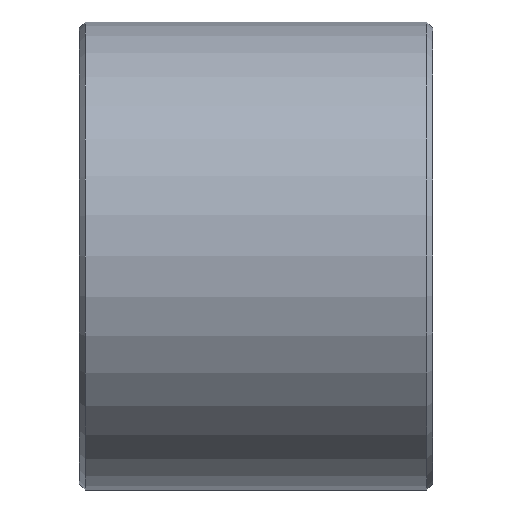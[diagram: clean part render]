
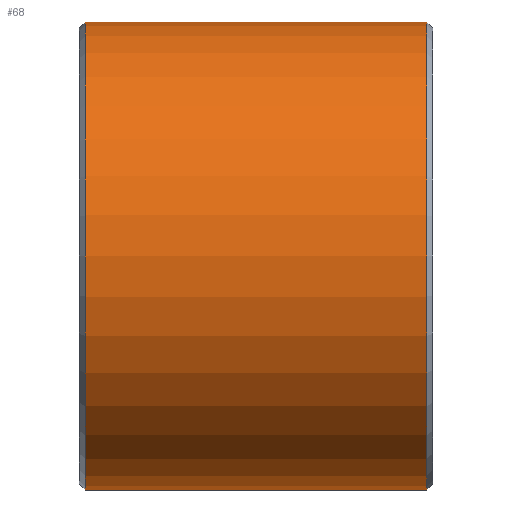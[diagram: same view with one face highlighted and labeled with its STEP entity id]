
A CAD part, left-side view. The second image highlights one B-rep face of the part: STEP entity #68.
In plain terms, the highlighted cylindrical face has radius 3.975 mm (diameter 7.95 mm), a partial arc.
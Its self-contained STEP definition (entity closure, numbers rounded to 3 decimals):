
#1 = ORIENTED_EDGE ( 'NONE', *, *, #385, .T. ) ;
#8 = CARTESIAN_POINT ( 'NONE',  ( 0., 3., -3.975 ) ) ;
#12 = VECTOR ( 'NONE', #426, 1000. ) ;
#24 = VERTEX_POINT ( 'NONE', #330 ) ;
#37 = EDGE_CURVE ( 'NONE', #24, #260, #255, .T. ) ;
#50 = EDGE_CURVE ( 'NONE', #260, #380, #86, .T. ) ;
#51 = VERTEX_POINT ( 'NONE', #284 ) ;
#65 = AXIS2_PLACEMENT_3D ( 'NONE', #294, #214, #327 ) ;
#68 = ADVANCED_FACE ( 'NONE', ( #277 ), #449, .T. ) ;
#74 = EDGE_CURVE ( 'NONE', #24, #51, #270, .T. ) ;
#76 = CARTESIAN_POINT ( 'NONE',  ( 0., -2.9, -3.975 ) ) ;
#81 = CARTESIAN_POINT ( 'NONE',  ( 0., 2.9, 0. ) ) ;
#86 = LINE ( 'NONE', #8, #12 ) ;
#118 = ORIENTED_EDGE ( 'NONE', *, *, #74, .F. ) ;
#148 = DIRECTION ( 'NONE',  ( 0., 0., 1. ) ) ;
#168 = CIRCLE ( 'NONE', #435, 3.975 ) ;
#169 = VECTOR ( 'NONE', #219, 1000. ) ;
#181 = CARTESIAN_POINT ( 'NONE',  ( 0., 3., 3.975 ) ) ;
#214 = DIRECTION ( 'NONE',  ( 0., -1., 0. ) ) ;
#219 = DIRECTION ( 'NONE',  ( 0., -1., 0. ) ) ;
#241 = EDGE_LOOP ( 'NONE', ( #118, #278, #350, #1 ) ) ;
#255 = CIRCLE ( 'NONE', #302, 3.975 ) ;
#257 = DIRECTION ( 'NONE',  ( 0., 0., 1. ) ) ;
#259 = CARTESIAN_POINT ( 'NONE',  ( 0., -2.9, 0. ) ) ;
#260 = VERTEX_POINT ( 'NONE', #283 ) ;
#270 = LINE ( 'NONE', #181, #169 ) ;
#277 = FACE_OUTER_BOUND ( 'NONE', #241, .T. ) ;
#278 = ORIENTED_EDGE ( 'NONE', *, *, #37, .T. ) ;
#283 = CARTESIAN_POINT ( 'NONE',  ( 0., 2.9, -3.975 ) ) ;
#284 = CARTESIAN_POINT ( 'NONE',  ( 0., -2.9, 3.975 ) ) ;
#289 = DIRECTION ( 'NONE',  ( 0., 1., 0. ) ) ;
#294 = CARTESIAN_POINT ( 'NONE',  ( 0., 3., 0. ) ) ;
#302 = AXIS2_PLACEMENT_3D ( 'NONE', #81, #335, #257 ) ;
#327 = DIRECTION ( 'NONE',  ( 0., 0., -1. ) ) ;
#330 = CARTESIAN_POINT ( 'NONE',  ( 0., 2.9, 3.975 ) ) ;
#335 = DIRECTION ( 'NONE',  ( 0., -1., 0. ) ) ;
#350 = ORIENTED_EDGE ( 'NONE', *, *, #50, .T. ) ;
#380 = VERTEX_POINT ( 'NONE', #76 ) ;
#385 = EDGE_CURVE ( 'NONE', #380, #51, #168, .T. ) ;
#426 = DIRECTION ( 'NONE',  ( 0., -1., 0. ) ) ;
#435 = AXIS2_PLACEMENT_3D ( 'NONE', #259, #289, #148 ) ;
#449 = CYLINDRICAL_SURFACE ( 'NONE', #65, 3.975 ) ;
